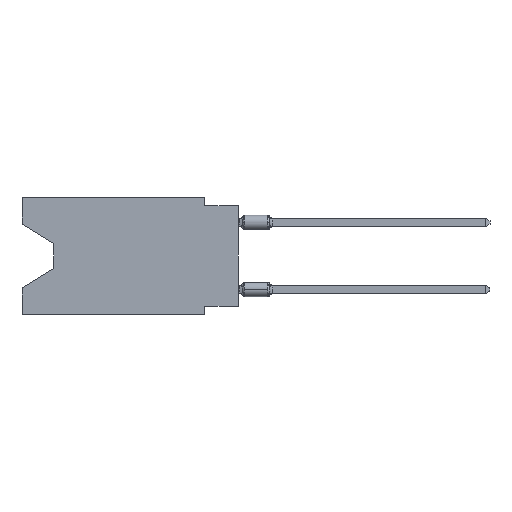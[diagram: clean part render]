
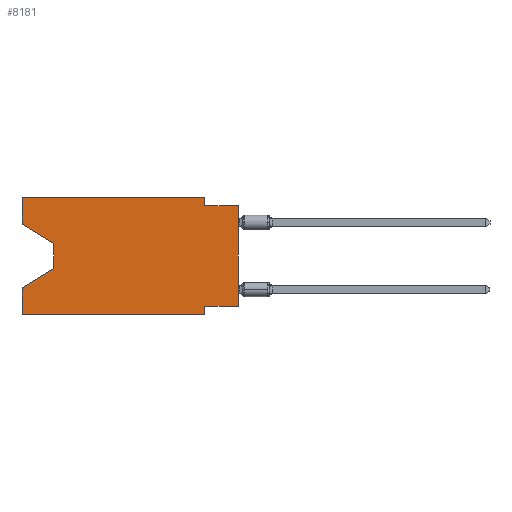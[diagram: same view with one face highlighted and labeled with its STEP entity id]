
A CAD part, left-side view. The second image highlights one B-rep face of the part: STEP entity #8181.
In plain terms, the highlighted planar face has unit normal (-1, 0, 0).
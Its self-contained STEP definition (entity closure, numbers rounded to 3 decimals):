
#7 = CARTESIAN_POINT ( 'NONE',  ( 0., 2.54, -8.89 ) ) ;
#252 = ORIENTED_EDGE ( 'NONE', *, *, #11692, .F. ) ;
#458 = LINE ( 'NONE', #13379, #4167 ) ;
#461 = CARTESIAN_POINT ( 'NONE',  ( 0., 2.54, -8.255 ) ) ;
#481 = EDGE_CURVE ( 'NONE', #6385, #12944, #2304, .T. ) ;
#667 = LINE ( 'NONE', #3980, #1540 ) ;
#1091 = DIRECTION ( 'NONE',  ( 0., 0., -1. ) ) ;
#1209 = VECTOR ( 'NONE', #13751, 1000. ) ;
#1241 = VERTEX_POINT ( 'NONE', #13937 ) ;
#1359 = DIRECTION ( 'NONE',  ( 1., 0., 0. ) ) ;
#1405 = EDGE_CURVE ( 'NONE', #14330, #11626, #8469, .T. ) ;
#1540 = VECTOR ( 'NONE', #12432, 1000. ) ;
#1700 = VERTEX_POINT ( 'NONE', #10454 ) ;
#1870 = VECTOR ( 'NONE', #11913, 1000. ) ;
#2304 = LINE ( 'NONE', #6068, #1870 ) ;
#2335 = ORIENTED_EDGE ( 'NONE', *, *, #10473, .F. ) ;
#2633 = CARTESIAN_POINT ( 'NONE',  ( 0., 16.383, -2.038 ) ) ;
#2706 = VECTOR ( 'NONE', #5564, 1000. ) ;
#2814 = ORIENTED_EDGE ( 'NONE', *, *, #481, .F. ) ;
#2877 = EDGE_CURVE ( 'NONE', #6385, #7165, #6559, .T. ) ;
#2910 = LINE ( 'NONE', #6431, #11078 ) ;
#2915 = VERTEX_POINT ( 'NONE', #9086 ) ;
#3065 = DIRECTION ( 'NONE',  ( 0., 0., -1. ) ) ;
#3378 = VERTEX_POINT ( 'NONE', #12450 ) ;
#3507 = DIRECTION ( 'NONE',  ( 0., 0., -1. ) ) ;
#3713 = CARTESIAN_POINT ( 'NONE',  ( 0., 16.383, -8.89 ) ) ;
#3770 = CARTESIAN_POINT ( 'NONE',  ( 0., 0., -8.255 ) ) ;
#3855 = ORIENTED_EDGE ( 'NONE', *, *, #13329, .T. ) ;
#3862 = LINE ( 'NONE', #3713, #6497 ) ;
#3980 = CARTESIAN_POINT ( 'NONE',  ( 0., 13.97, -5.385 ) ) ;
#4167 = VECTOR ( 'NONE', #3065, 1000. ) ;
#4833 = EDGE_CURVE ( 'NONE', #1700, #2915, #3862, .T. ) ;
#5124 = ORIENTED_EDGE ( 'NONE', *, *, #1405, .T. ) ;
#5209 = DIRECTION ( 'NONE',  ( 0., -1., 0. ) ) ;
#5564 = DIRECTION ( 'NONE',  ( 0., 0., -1. ) ) ;
#6068 = CARTESIAN_POINT ( 'NONE',  ( 0., 0., -8.255 ) ) ;
#6072 = ORIENTED_EDGE ( 'NONE', *, *, #14856, .F. ) ;
#6120 = CARTESIAN_POINT ( 'NONE',  ( 0., 16.383, 0. ) ) ;
#6385 = VERTEX_POINT ( 'NONE', #3770 ) ;
#6431 = CARTESIAN_POINT ( 'NONE',  ( 0., 16.383, 0. ) ) ;
#6478 = EDGE_CURVE ( 'NONE', #11626, #13845, #458, .T. ) ;
#6497 = VECTOR ( 'NONE', #10788, 1000. ) ;
#6559 = LINE ( 'NONE', #12410, #12478 ) ;
#6758 = CARTESIAN_POINT ( 'NONE',  ( 0., 13.97, -3.505 ) ) ;
#6920 = EDGE_CURVE ( 'NONE', #1241, #14982, #12340, .T. ) ;
#6952 = FACE_OUTER_BOUND ( 'NONE', #10868, .T. ) ;
#7165 = VERTEX_POINT ( 'NONE', #11865 ) ;
#7300 = CARTESIAN_POINT ( 'NONE',  ( 0., 16.383, 0. ) ) ;
#7866 = EDGE_CURVE ( 'NONE', #14330, #12779, #13985, .T. ) ;
#8099 = ORIENTED_EDGE ( 'NONE', *, *, #4833, .T. ) ;
#8181 = ADVANCED_FACE ( 'NONE', ( #6952 ), #10734, .F. ) ;
#8358 = DIRECTION ( 'NONE',  ( 0., -1., 0. ) ) ;
#8469 = LINE ( 'NONE', #2633, #11079 ) ;
#8500 = DIRECTION ( 'NONE',  ( 0., 0., 1. ) ) ;
#8558 = VECTOR ( 'NONE', #8500, 1000. ) ;
#9058 = CARTESIAN_POINT ( 'NONE',  ( 0., 16.383, -2.038 ) ) ;
#9086 = CARTESIAN_POINT ( 'NONE',  ( 0., 2.54, -8.89 ) ) ;
#9132 = CARTESIAN_POINT ( 'NONE',  ( 0., 16.383, 0. ) ) ;
#9515 = LINE ( 'NONE', #10817, #9518 ) ;
#9518 = VECTOR ( 'NONE', #8358, 1000. ) ;
#9809 = CARTESIAN_POINT ( 'NONE',  ( 0., 13.97, -5.385 ) ) ;
#9959 = CARTESIAN_POINT ( 'NONE',  ( 0., 2.54, -0.635 ) ) ;
#10454 = CARTESIAN_POINT ( 'NONE',  ( 0., 16.383, -8.89 ) ) ;
#10473 = EDGE_CURVE ( 'NONE', #14982, #7165, #9515, .T. ) ;
#10657 = LINE ( 'NONE', #6120, #8558 ) ;
#10734 = PLANE ( 'NONE',  #11582 ) ;
#10788 = DIRECTION ( 'NONE',  ( 0., -1., 0. ) ) ;
#10817 = CARTESIAN_POINT ( 'NONE',  ( 0., 0., -0.635 ) ) ;
#10868 = EDGE_LOOP ( 'NONE', ( #5124, #15230, #3855, #6072, #8099, #10928, #2814, #15059, #2335, #11877, #252, #14097 ) ) ;
#10928 = ORIENTED_EDGE ( 'NONE', *, *, #11406, .F. ) ;
#11078 = VECTOR ( 'NONE', #5209, 1000. ) ;
#11079 = VECTOR ( 'NONE', #12012, 1000. ) ;
#11103 = CARTESIAN_POINT ( 'NONE',  ( 0., 2.54, 0. ) ) ;
#11321 = DIRECTION ( 'NONE',  ( 0., 0., 1. ) ) ;
#11406 = EDGE_CURVE ( 'NONE', #12944, #2915, #11695, .T. ) ;
#11582 = AXIS2_PLACEMENT_3D ( 'NONE', #11888, #1359, #3507 ) ;
#11626 = VERTEX_POINT ( 'NONE', #6758 ) ;
#11692 = EDGE_CURVE ( 'NONE', #12779, #1241, #2910, .T. ) ;
#11695 = LINE ( 'NONE', #7, #14662 ) ;
#11865 = CARTESIAN_POINT ( 'NONE',  ( 0., 0., -0.635 ) ) ;
#11877 = ORIENTED_EDGE ( 'NONE', *, *, #6920, .F. ) ;
#11888 = CARTESIAN_POINT ( 'NONE',  ( 0., 16.383, 0. ) ) ;
#11913 = DIRECTION ( 'NONE',  ( 0., 1., 0. ) ) ;
#12012 = DIRECTION ( 'NONE',  ( 0., -0.855, -0.519 ) ) ;
#12340 = LINE ( 'NONE', #11103, #2706 ) ;
#12410 = CARTESIAN_POINT ( 'NONE',  ( 0., 0., 0. ) ) ;
#12432 = DIRECTION ( 'NONE',  ( 0., 0.855, -0.519 ) ) ;
#12450 = CARTESIAN_POINT ( 'NONE',  ( 0., 16.383, -6.852 ) ) ;
#12478 = VECTOR ( 'NONE', #11321, 1000. ) ;
#12779 = VERTEX_POINT ( 'NONE', #7300 ) ;
#12944 = VERTEX_POINT ( 'NONE', #461 ) ;
#13329 = EDGE_CURVE ( 'NONE', #13845, #3378, #667, .T. ) ;
#13379 = CARTESIAN_POINT ( 'NONE',  ( 0., 13.97, -3.505 ) ) ;
#13751 = DIRECTION ( 'NONE',  ( 0., 0., 1. ) ) ;
#13845 = VERTEX_POINT ( 'NONE', #9809 ) ;
#13937 = CARTESIAN_POINT ( 'NONE',  ( 0., 2.54, 0. ) ) ;
#13985 = LINE ( 'NONE', #9132, #1209 ) ;
#14097 = ORIENTED_EDGE ( 'NONE', *, *, #7866, .F. ) ;
#14330 = VERTEX_POINT ( 'NONE', #9058 ) ;
#14662 = VECTOR ( 'NONE', #1091, 1000. ) ;
#14856 = EDGE_CURVE ( 'NONE', #1700, #3378, #10657, .T. ) ;
#14982 = VERTEX_POINT ( 'NONE', #9959 ) ;
#15059 = ORIENTED_EDGE ( 'NONE', *, *, #2877, .T. ) ;
#15230 = ORIENTED_EDGE ( 'NONE', *, *, #6478, .T. ) ;
